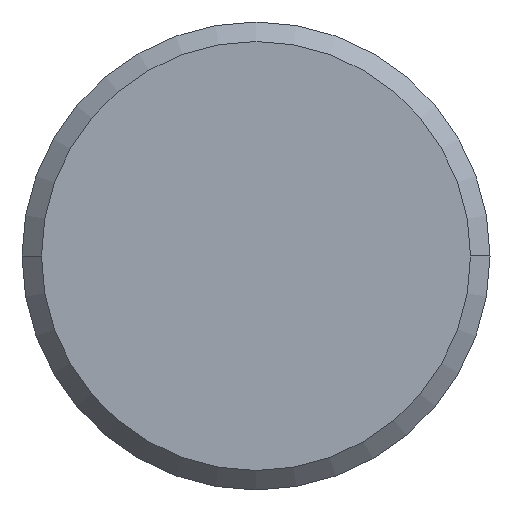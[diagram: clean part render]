
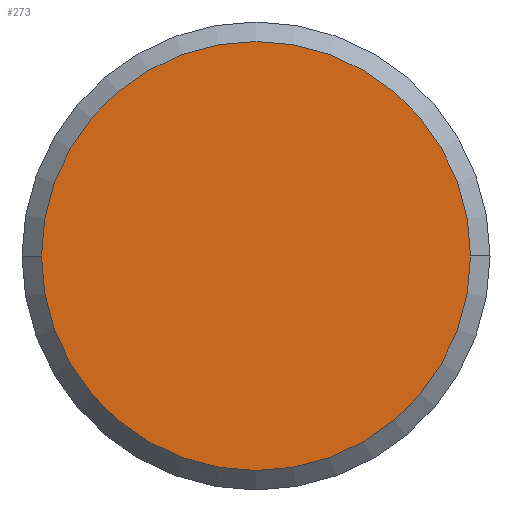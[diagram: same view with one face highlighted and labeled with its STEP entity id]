
A CAD part, left-side view. The second image highlights one B-rep face of the part: STEP entity #273.
In plain terms, the highlighted planar face has unit normal (-1, 0, 0).
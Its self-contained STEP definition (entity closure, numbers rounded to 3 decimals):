
#9 = ORIENTED_EDGE ( 'NONE', *, *, #216, .F. ) ;
#23 = CIRCLE ( 'NONE', #75, 5.5 ) ;
#65 = CARTESIAN_POINT ( 'NONE',  ( -54., -5.5, 0. ) ) ;
#71 = VERTEX_POINT ( 'NONE', #65 ) ;
#75 = AXIS2_PLACEMENT_3D ( 'NONE', #182, #365, #205 ) ;
#79 = ORIENTED_EDGE ( 'NONE', *, *, #213, .F. ) ;
#91 = FACE_OUTER_BOUND ( 'NONE', #236, .T. ) ;
#107 = CARTESIAN_POINT ( 'NONE',  ( -54., 0., 0. ) ) ;
#108 = DIRECTION ( 'NONE',  ( -1., 0., 0. ) ) ;
#115 = CIRCLE ( 'NONE', #308, 5.5 ) ;
#133 = DIRECTION ( 'NONE',  ( 1., 0., 0. ) ) ;
#182 = CARTESIAN_POINT ( 'NONE',  ( -54., 0., 0. ) ) ;
#185 = AXIS2_PLACEMENT_3D ( 'NONE', #107, #108, #286 ) ;
#205 = DIRECTION ( 'NONE',  ( 0., 1., 0. ) ) ;
#213 = EDGE_CURVE ( 'NONE', #295, #71, #115, .T. ) ;
#216 = EDGE_CURVE ( 'NONE', #71, #295, #23, .T. ) ;
#236 = EDGE_LOOP ( 'NONE', ( #79, #9 ) ) ;
#273 = ADVANCED_FACE ( 'NONE', ( #91 ), #307, .T. ) ;
#283 = CARTESIAN_POINT ( 'NONE',  ( -54., 0., 0. ) ) ;
#286 = DIRECTION ( 'NONE',  ( 0., -1., 0. ) ) ;
#295 = VERTEX_POINT ( 'NONE', #309 ) ;
#306 = DIRECTION ( 'NONE',  ( 0., 1., 0. ) ) ;
#307 = PLANE ( 'NONE',  #185 ) ;
#308 = AXIS2_PLACEMENT_3D ( 'NONE', #283, #133, #306 ) ;
#309 = CARTESIAN_POINT ( 'NONE',  ( -54., 5.5, 0. ) ) ;
#365 = DIRECTION ( 'NONE',  ( 1., 0., 0. ) ) ;
